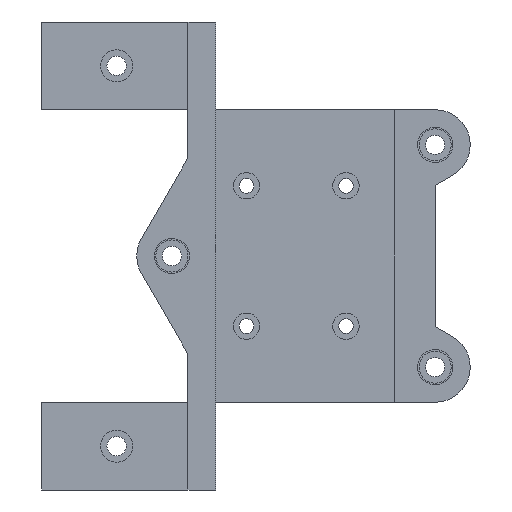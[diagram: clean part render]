
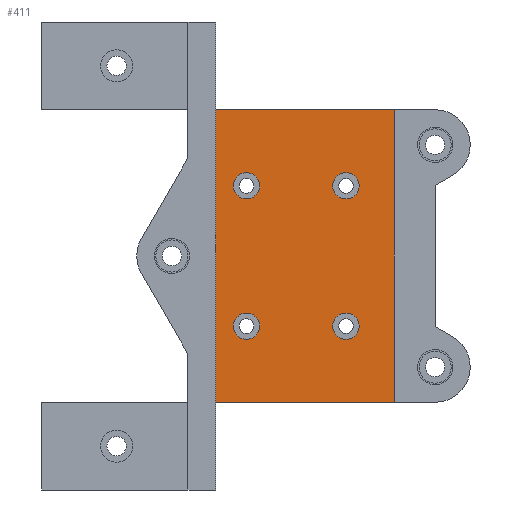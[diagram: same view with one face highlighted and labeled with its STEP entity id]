
A CAD part, left-side view. The second image highlights one B-rep face of the part: STEP entity #411.
In plain terms, the highlighted planar face has unit normal (-1, 0, 0).
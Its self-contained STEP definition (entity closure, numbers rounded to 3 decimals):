
#4 = CIRCLE ( 'NONE', #2235, 2.25 ) ;
#20 = EDGE_CURVE ( 'NONE', #2305, #1982, #711, .T. ) ;
#23 = EDGE_LOOP ( 'NONE', ( #1091, #2228 ) ) ;
#42 = CIRCLE ( 'NONE', #1769, 2.25 ) ;
#49 = DIRECTION ( 'NONE',  ( 0., 0., -1. ) ) ;
#103 = AXIS2_PLACEMENT_3D ( 'NONE', #2304, #1878, #2288 ) ;
#111 = VERTEX_POINT ( 'NONE', #1544 ) ;
#116 = DIRECTION ( 'NONE',  ( 0., 0., -1. ) ) ;
#148 = EDGE_CURVE ( 'NONE', #1982, #2305, #2414, .T. ) ;
#195 = DIRECTION ( 'NONE',  ( 0., 0., -1. ) ) ;
#210 = AXIS2_PLACEMENT_3D ( 'NONE', #777, #2372, #1345 ) ;
#224 = CARTESIAN_POINT ( 'NONE',  ( 10.5, 37.5, 0. ) ) ;
#245 = ORIENTED_EDGE ( 'NONE', *, *, #1891, .T. ) ;
#283 = VERTEX_POINT ( 'NONE', #1415 ) ;
#284 = DIRECTION ( 'NONE',  ( 0., 0., -1. ) ) ;
#345 = VECTOR ( 'NONE', #495, 1000. ) ;
#355 = EDGE_CURVE ( 'NONE', #1838, #2485, #1450, .T. ) ;
#372 = CARTESIAN_POINT ( 'NONE',  ( 10.5, 30., 13. ) ) ;
#396 = CARTESIAN_POINT ( 'NONE',  ( 10.5, 34.5, 13. ) ) ;
#411 = ADVANCED_FACE ( 'NONE', ( #1667, #1468, #2322, #498, #1689 ), #2070, .F. ) ;
#438 = ORIENTED_EDGE ( 'NONE', *, *, #1978, .T. ) ;
#441 = DIRECTION ( 'NONE',  ( 0., -1., 0. ) ) ;
#484 = EDGE_CURVE ( 'NONE', #1164, #283, #1990, .T. ) ;
#495 = DIRECTION ( 'NONE',  ( 0., -1., 0. ) ) ;
#498 = FACE_BOUND ( 'NONE', #1758, .T. ) ;
#508 = DIRECTION ( 'NONE',  ( 0., 0., -1. ) ) ;
#515 = CARTESIAN_POINT ( 'NONE',  ( 10.5, 32.25, 13. ) ) ;
#545 = CIRCLE ( 'NONE', #210, 2.25 ) ;
#583 = DIRECTION ( 'NONE',  ( 0., 0., -1. ) ) ;
#623 = ORIENTED_EDGE ( 'NONE', *, *, #355, .T. ) ;
#644 = EDGE_CURVE ( 'NONE', #1786, #1408, #2024, .T. ) ;
#678 = AXIS2_PLACEMENT_3D ( 'NONE', #1168, #1347, #195 ) ;
#681 = CIRCLE ( 'NONE', #961, 2.25 ) ;
#685 = CARTESIAN_POINT ( 'NONE',  ( 10.5, 32.25, 37. ) ) ;
#711 = CIRCLE ( 'NONE', #2498, 2.25 ) ;
#718 = EDGE_CURVE ( 'NONE', #1408, #111, #852, .T. ) ;
#760 = EDGE_LOOP ( 'NONE', ( #1224, #838, #2467, #2312 ) ) ;
#772 = DIRECTION ( 'NONE',  ( 1., 0., 0. ) ) ;
#777 = CARTESIAN_POINT ( 'NONE',  ( 10.5, 15.25, 37. ) ) ;
#806 = EDGE_LOOP ( 'NONE', ( #1640, #623 ) ) ;
#838 = ORIENTED_EDGE ( 'NONE', *, *, #1131, .F. ) ;
#852 = LINE ( 'NONE', #1802, #345 ) ;
#878 = DIRECTION ( 'NONE',  ( 0., 0., -1. ) ) ;
#896 = CARTESIAN_POINT ( 'NONE',  ( 10.5, 32.25, 37. ) ) ;
#922 = AXIS2_PLACEMENT_3D ( 'NONE', #1155, #772, #583 ) ;
#936 = DIRECTION ( 'NONE',  ( 1., 0., 0. ) ) ;
#952 = VERTEX_POINT ( 'NONE', #1962 ) ;
#961 = AXIS2_PLACEMENT_3D ( 'NONE', #2460, #1033, #878 ) ;
#1033 = DIRECTION ( 'NONE',  ( 1., 0., 0. ) ) ;
#1046 = CARTESIAN_POINT ( 'NONE',  ( 10.5, 13., 13. ) ) ;
#1091 = ORIENTED_EDGE ( 'NONE', *, *, #20, .T. ) ;
#1131 = EDGE_CURVE ( 'NONE', #2385, #111, #1658, .T. ) ;
#1149 = EDGE_CURVE ( 'NONE', #283, #1164, #681, .T. ) ;
#1155 = CARTESIAN_POINT ( 'NONE',  ( 10.5, 32.25, 13. ) ) ;
#1164 = VERTEX_POINT ( 'NONE', #1046 ) ;
#1168 = CARTESIAN_POINT ( 'NONE',  ( 10.5, 15.25, 13. ) ) ;
#1224 = ORIENTED_EDGE ( 'NONE', *, *, #718, .T. ) ;
#1291 = DIRECTION ( 'NONE',  ( 0., 0., -1. ) ) ;
#1295 = VECTOR ( 'NONE', #284, 1000. ) ;
#1296 = DIRECTION ( 'NONE',  ( 1., 0., 0. ) ) ;
#1345 = DIRECTION ( 'NONE',  ( 0., 0., -1. ) ) ;
#1347 = DIRECTION ( 'NONE',  ( 1., 0., 0. ) ) ;
#1408 = VERTEX_POINT ( 'NONE', #224 ) ;
#1415 = CARTESIAN_POINT ( 'NONE',  ( 10.5, 17.5, 13. ) ) ;
#1450 = CIRCLE ( 'NONE', #2458, 2.25 ) ;
#1468 = FACE_BOUND ( 'NONE', #806, .T. ) ;
#1544 = CARTESIAN_POINT ( 'NONE',  ( 10.5, 7., 0. ) ) ;
#1578 = EDGE_LOOP ( 'NONE', ( #2108, #2022 ) ) ;
#1640 = ORIENTED_EDGE ( 'NONE', *, *, #2268, .T. ) ;
#1645 = CARTESIAN_POINT ( 'NONE',  ( 10.5, 37.5, 50. ) ) ;
#1658 = LINE ( 'NONE', #1682, #1295 ) ;
#1667 = FACE_BOUND ( 'NONE', #23, .T. ) ;
#1682 = CARTESIAN_POINT ( 'NONE',  ( 10.5, 7., 50. ) ) ;
#1689 = FACE_OUTER_BOUND ( 'NONE', #760, .T. ) ;
#1716 = CARTESIAN_POINT ( 'NONE',  ( 10.5, 15.25, 37. ) ) ;
#1758 = EDGE_LOOP ( 'NONE', ( #438, #245 ) ) ;
#1769 = AXIS2_PLACEMENT_3D ( 'NONE', #896, #2285, #116 ) ;
#1786 = VERTEX_POINT ( 'NONE', #2227 ) ;
#1799 = EDGE_CURVE ( 'NONE', #1786, #2385, #1818, .T. ) ;
#1802 = CARTESIAN_POINT ( 'NONE',  ( 10.5, 37.5, 0. ) ) ;
#1818 = LINE ( 'NONE', #2025, #1867 ) ;
#1838 = VERTEX_POINT ( 'NONE', #1874 ) ;
#1850 = CARTESIAN_POINT ( 'NONE',  ( 10.5, 17.5, 37. ) ) ;
#1867 = VECTOR ( 'NONE', #441, 1000. ) ;
#1874 = CARTESIAN_POINT ( 'NONE',  ( 10.5, 13., 37. ) ) ;
#1878 = DIRECTION ( 'NONE',  ( 1., 0., 0. ) ) ;
#1891 = EDGE_CURVE ( 'NONE', #1895, #952, #4, .T. ) ;
#1895 = VERTEX_POINT ( 'NONE', #2514 ) ;
#1939 = CARTESIAN_POINT ( 'NONE',  ( 10.5, 7., 50. ) ) ;
#1962 = CARTESIAN_POINT ( 'NONE',  ( 10.5, 34.5, 37. ) ) ;
#1978 = EDGE_CURVE ( 'NONE', #952, #1895, #42, .T. ) ;
#1982 = VERTEX_POINT ( 'NONE', #372 ) ;
#1990 = CIRCLE ( 'NONE', #678, 2.25 ) ;
#2022 = ORIENTED_EDGE ( 'NONE', *, *, #484, .T. ) ;
#2024 = LINE ( 'NONE', #1645, #2378 ) ;
#2025 = CARTESIAN_POINT ( 'NONE',  ( 10.5, 37.5, 50. ) ) ;
#2070 = PLANE ( 'NONE',  #103 ) ;
#2086 = DIRECTION ( 'NONE',  ( 0., 0., -1. ) ) ;
#2108 = ORIENTED_EDGE ( 'NONE', *, *, #1149, .T. ) ;
#2227 = CARTESIAN_POINT ( 'NONE',  ( 10.5, 37.5, 50. ) ) ;
#2228 = ORIENTED_EDGE ( 'NONE', *, *, #148, .T. ) ;
#2235 = AXIS2_PLACEMENT_3D ( 'NONE', #685, #936, #508 ) ;
#2268 = EDGE_CURVE ( 'NONE', #2485, #1838, #545, .T. ) ;
#2285 = DIRECTION ( 'NONE',  ( 1., 0., 0. ) ) ;
#2288 = DIRECTION ( 'NONE',  ( 0., 0., -1. ) ) ;
#2304 = CARTESIAN_POINT ( 'NONE',  ( 10.5, 37.5, 50. ) ) ;
#2305 = VERTEX_POINT ( 'NONE', #396 ) ;
#2312 = ORIENTED_EDGE ( 'NONE', *, *, #644, .T. ) ;
#2322 = FACE_BOUND ( 'NONE', #1578, .T. ) ;
#2372 = DIRECTION ( 'NONE',  ( 1., 0., 0. ) ) ;
#2378 = VECTOR ( 'NONE', #49, 1000. ) ;
#2385 = VERTEX_POINT ( 'NONE', #1939 ) ;
#2414 = CIRCLE ( 'NONE', #922, 2.25 ) ;
#2458 = AXIS2_PLACEMENT_3D ( 'NONE', #1716, #2516, #1291 ) ;
#2460 = CARTESIAN_POINT ( 'NONE',  ( 10.5, 15.25, 13. ) ) ;
#2467 = ORIENTED_EDGE ( 'NONE', *, *, #1799, .F. ) ;
#2485 = VERTEX_POINT ( 'NONE', #1850 ) ;
#2498 = AXIS2_PLACEMENT_3D ( 'NONE', #515, #1296, #2086 ) ;
#2514 = CARTESIAN_POINT ( 'NONE',  ( 10.5, 30., 37. ) ) ;
#2516 = DIRECTION ( 'NONE',  ( 1., 0., 0. ) ) ;
